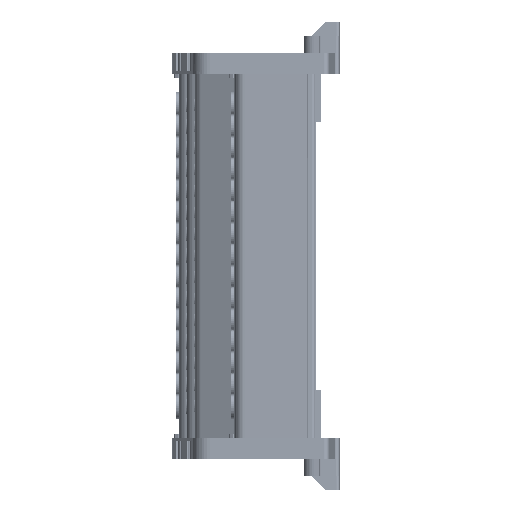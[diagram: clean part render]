
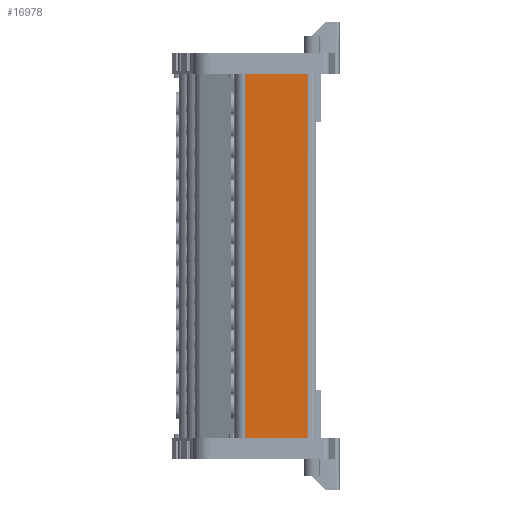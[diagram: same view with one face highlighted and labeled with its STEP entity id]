
A CAD part, left-side view. The second image highlights one B-rep face of the part: STEP entity #16978.
In plain terms, the highlighted planar face has unit normal (-1, 0.018, 0).
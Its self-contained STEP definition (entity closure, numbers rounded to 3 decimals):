
#1460 = VERTEX_POINT ( 'NONE', #144571 ) ;
#1493 = VERTEX_POINT ( 'NONE', #144784 ) ;
#1693 = VERTEX_POINT ( 'NONE', #145443 ) ;
#16024 = VECTOR ( 'NONE', #158742, 1000. ) ;
#16044 = VECTOR ( 'NONE', #164698, 1000. ) ;
#16978 = ADVANCED_FACE ( 'NONE', ( #141771 ), #141777, .T. ) ;
#21520 = EDGE_LOOP ( 'NONE', ( #52418, #52432, #52408, #52453 ) ) ;
#52408 = ORIENTED_EDGE ( 'NONE', *, *, #95542, .T. ) ;
#52418 = ORIENTED_EDGE ( 'NONE', *, *, #92200, .F. ) ;
#52432 = ORIENTED_EDGE ( 'NONE', *, *, #95010, .T. ) ;
#52453 = ORIENTED_EDGE ( 'NONE', *, *, #92322, .F. ) ;
#56144 = VECTOR ( 'NONE', #141378, 1000. ) ;
#92200 = EDGE_CURVE ( 'NONE', #1460, #168517, #158739, .T. ) ;
#92322 = EDGE_CURVE ( 'NONE', #168517, #1693, #164576, .T. ) ;
#95010 = EDGE_CURVE ( 'NONE', #1460, #1493, #141469, .T. ) ;
#95542 = EDGE_CURVE ( 'NONE', #1493, #1693, #150902, .T. ) ;
#117105 = CARTESIAN_POINT ( 'NONE',  ( 353.201, -90.673, -9.605 ) ) ;
#126486 = AXIS2_PLACEMENT_3D ( 'NONE', #141682, #141762, #141694 ) ;
#141376 = CARTESIAN_POINT ( 'NONE',  ( 352.869, -109.702, 172.586 ) ) ;
#141378 = DIRECTION ( 'NONE',  ( 0., 0., 1. ) ) ;
#141469 = LINE ( 'NONE', #141376, #56144 ) ;
#141682 = CARTESIAN_POINT ( 'NONE',  ( 352.869, -109.702, 172.586 ) ) ;
#141694 = DIRECTION ( 'NONE',  ( -0.017, -1., 0. ) ) ;
#141762 = DIRECTION ( 'NONE',  ( -1., 0.017, 0. ) ) ;
#141771 = FACE_OUTER_BOUND ( 'NONE', #21520, .T. ) ;
#141777 = PLANE ( 'NONE',  #126486 ) ;
#144571 = CARTESIAN_POINT ( 'NONE',  ( 352.869, -109.702, -9.605 ) ) ;
#144784 = CARTESIAN_POINT ( 'NONE',  ( 352.869, -109.702, 96.295 ) ) ;
#145443 = CARTESIAN_POINT ( 'NONE',  ( 353.201, -90.673, 96.295 ) ) ;
#150902 = LINE ( 'NONE', #150903, #152731 ) ;
#150903 = CARTESIAN_POINT ( 'NONE',  ( 352.869, -109.702, 96.295 ) ) ;
#150904 = DIRECTION ( 'NONE',  ( 0.017, 1., 0. ) ) ;
#152731 = VECTOR ( 'NONE', #150904, 1000. ) ;
#158739 = LINE ( 'NONE', #158740, #16024 ) ;
#158740 = CARTESIAN_POINT ( 'NONE',  ( 352.869, -109.702, -9.605 ) ) ;
#158742 = DIRECTION ( 'NONE',  ( 0.017, 1., 0. ) ) ;
#164576 = LINE ( 'NONE', #164578, #16044 ) ;
#164578 = CARTESIAN_POINT ( 'NONE',  ( 353.201, -90.673, 172.586 ) ) ;
#164698 = DIRECTION ( 'NONE',  ( 0., 0., 1. ) ) ;
#168517 = VERTEX_POINT ( 'NONE', #117105 ) ;
